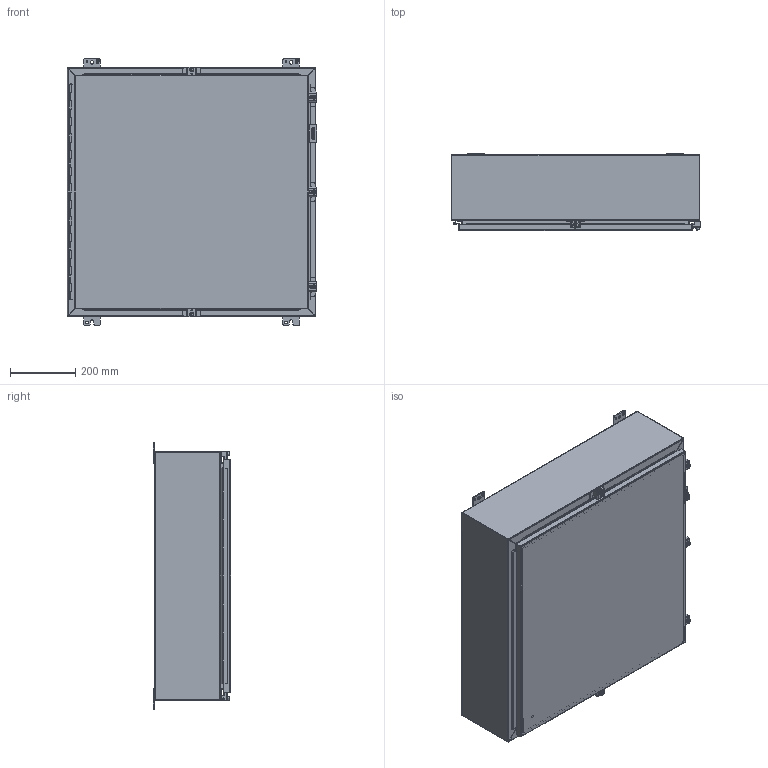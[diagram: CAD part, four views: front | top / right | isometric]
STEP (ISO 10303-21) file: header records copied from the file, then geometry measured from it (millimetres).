
FILE_DESCRIPTION (( 'STEP AP203' ), '1' );
FILE_NAME ('1418N4S16KK8_Default.step', '2019-11-01T16:13:07', ( 'ADC123' ), ( 'Microsoft' ), 'SwSTEP 2.0', 'SolidWorks 2019', '' );
FILE_SCHEMA (( 'CONFIG_CONTROL_DESIGN' ));
Length unit declared in the file: inch
Products named in the file (1): 1418N4S16KK8_Default
Bounding box: 764.51 x 238.12 x 819.15 mm (x, y, z)
Volume: 5104678.1 mm3; surface area: 5247487.6 mm2
Topology: 43 solids, 44 shells, 1575 faces, 4085 edges, 2639 vertices
Faces by surface type: plane 847, cylinder 588, bspline 132, cone 8
Entity records: 54612 total; most frequent: CARTESIAN_POINT 16154, ORIENTED_EDGE 8162, DIRECTION 7747, EDGE_CURVE 4081, VERTEX_POINT 2639, AXIS2_PLACEMENT_3D 2590, VECTOR 2567, LINE 2567
